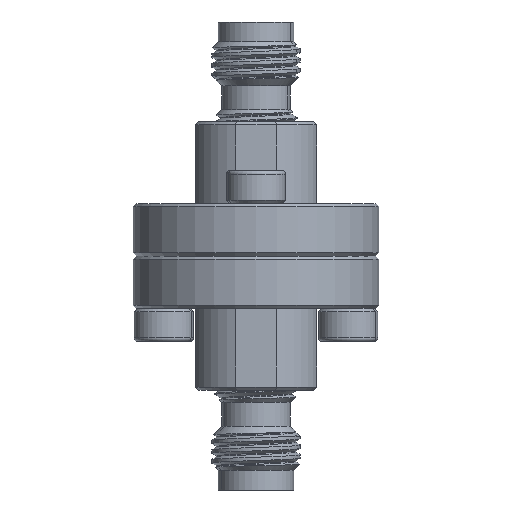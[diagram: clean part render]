
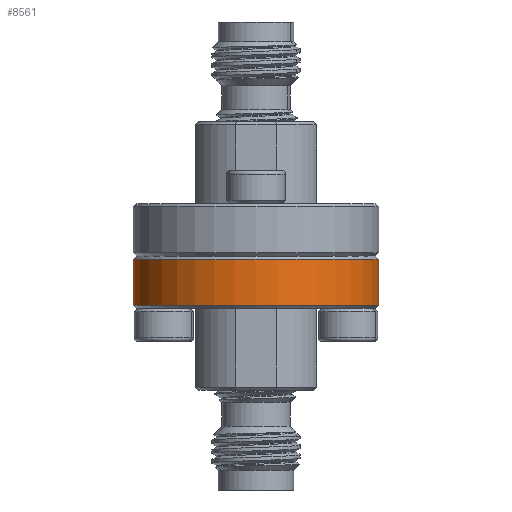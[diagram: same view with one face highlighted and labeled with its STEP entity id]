
A CAD part, front view. The second image highlights one B-rep face of the part: STEP entity #8561.
In plain terms, the highlighted cylindrical face has radius 9.525 mm (diameter 19.05 mm), a partial arc.
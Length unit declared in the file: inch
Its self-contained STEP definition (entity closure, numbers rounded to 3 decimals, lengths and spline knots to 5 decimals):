
#84 = CARTESIAN_POINT ( 'NONE',  ( 0.02888, 0.44731, 1.0937 ) ) ;
#85 = ORIENTED_EDGE ( 'NONE', *, *, #422, .T. ) ;
#396 = VERTEX_POINT ( 'NONE', #4288 ) ;
#422 = EDGE_CURVE ( 'NONE', #12173, #5429, #6474, .T. ) ;
#818 = EDGE_CURVE ( 'NONE', #13374, #12173, #11648, .T. ) ;
#1165 = CARTESIAN_POINT ( 'NONE',  ( 0.40388, 0.44731, 0.9537 ) ) ;
#1192 = DIRECTION ( 'NONE',  ( 0., 0., 1. ) ) ;
#1269 = DIRECTION ( 'NONE',  ( 1., 0., 0. ) ) ;
#1942 = DIRECTION ( 'NONE',  ( 0., 0., 1. ) ) ;
#2747 = CARTESIAN_POINT ( 'NONE',  ( 0.40388, 0.44731, 0.9437 ) ) ;
#3668 = EDGE_LOOP ( 'NONE', ( #10459, #8478, #85, #7065 ) ) ;
#3839 = VECTOR ( 'NONE', #7675, 39.37008 ) ;
#3875 = LINE ( 'NONE', #6381, #3839 ) ;
#3882 = CARTESIAN_POINT ( 'NONE',  ( -0.34612, 0.44731, 0.9537 ) ) ;
#4288 = CARTESIAN_POINT ( 'NONE',  ( -0.34612, 0.44731, 1.0937 ) ) ;
#4292 = FACE_OUTER_BOUND ( 'NONE', #3668, .T. ) ;
#4852 = AXIS2_PLACEMENT_3D ( 'NONE', #13040, #1942, #8431 ) ;
#5051 = DIRECTION ( 'NONE',  ( 0., 0., -1. ) ) ;
#5429 = VERTEX_POINT ( 'NONE', #11128 ) ;
#6381 = CARTESIAN_POINT ( 'NONE',  ( -0.34612, 0.44731, 0.9437 ) ) ;
#6474 = LINE ( 'NONE', #2747, #8815 ) ;
#7065 = ORIENTED_EDGE ( 'NONE', *, *, #15921, .T. ) ;
#7675 = DIRECTION ( 'NONE',  ( 0., 0., 1. ) ) ;
#8103 = CYLINDRICAL_SURFACE ( 'NONE', #4852, 0.375 ) ;
#8303 = AXIS2_PLACEMENT_3D ( 'NONE', #10168, #1192, #1269 ) ;
#8431 = DIRECTION ( 'NONE',  ( 1., 0., 0. ) ) ;
#8478 = ORIENTED_EDGE ( 'NONE', *, *, #818, .T. ) ;
#8561 = ADVANCED_FACE ( 'NONE', ( #4292 ), #8103, .T. ) ;
#8815 = VECTOR ( 'NONE', #10107, 39.37008 ) ;
#9598 = EDGE_CURVE ( 'NONE', #13374, #396, #3875, .T. ) ;
#9978 = DIRECTION ( 'NONE',  ( 1., 0., 0. ) ) ;
#10107 = DIRECTION ( 'NONE',  ( 0., 0., 1. ) ) ;
#10168 = CARTESIAN_POINT ( 'NONE',  ( 0.02888, 0.44731, 0.9537 ) ) ;
#10459 = ORIENTED_EDGE ( 'NONE', *, *, #9598, .F. ) ;
#11128 = CARTESIAN_POINT ( 'NONE',  ( 0.40388, 0.44731, 1.0937 ) ) ;
#11648 = CIRCLE ( 'NONE', #8303, 0.375 ) ;
#11860 = CIRCLE ( 'NONE', #14980, 0.375 ) ;
#12173 = VERTEX_POINT ( 'NONE', #1165 ) ;
#13040 = CARTESIAN_POINT ( 'NONE',  ( 0.02888, 0.44731, 0.9437 ) ) ;
#13374 = VERTEX_POINT ( 'NONE', #3882 ) ;
#14980 = AXIS2_PLACEMENT_3D ( 'NONE', #84, #5051, #9978 ) ;
#15921 = EDGE_CURVE ( 'NONE', #5429, #396, #11860, .T. ) ;
